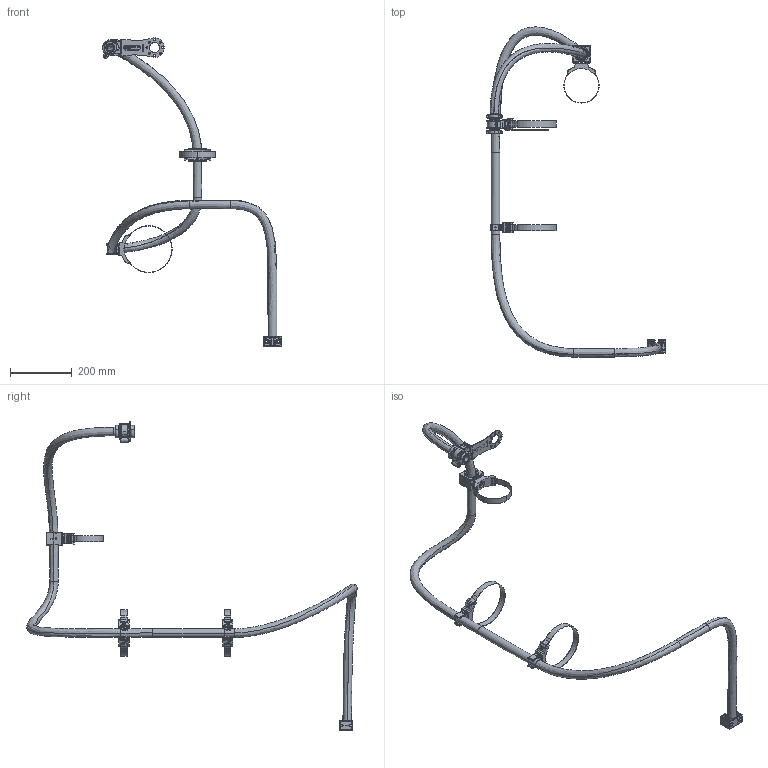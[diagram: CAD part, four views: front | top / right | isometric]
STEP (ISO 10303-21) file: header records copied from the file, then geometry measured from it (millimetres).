
FILE_DESCRIPTION (( 'STEP AP203' ), '1' );
FILE_NAME ('P2521.STEP', '2025-11-27T06:53:21', ( '' ), ( '' ), 'SwSTEP 2.0', 'SolidWorks 2024', '' );
FILE_SCHEMA (( 'CONFIG_CONTROL_DESIGN' ));
Length unit declared in the file: millimetre
Products named in the file (1): P2521
Bounding box: 581.33 x 1070.41 x 998.89 mm (x, y, z)
Volume: 1001821.6 mm3; surface area: 688080.2 mm2
Topology: 36 solids, 36 shells, 2866 faces, 7438 edges, 4740 vertices
Faces by surface type: plane 1096, bspline 722, cylinder 722, torus 194, cone 102, sphere 30
Entity records: 120871 total; most frequent: CARTESIAN_POINT 55286, ORIENTED_EDGE 14756, DIRECTION 11868, EDGE_CURVE 7378, VERTEX_POINT 4734, AXIS2_PLACEMENT_3D 4129, LINE 3610, VECTOR 3610
